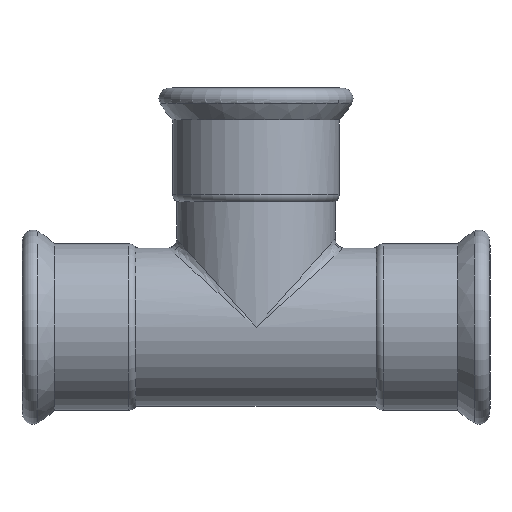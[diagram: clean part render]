
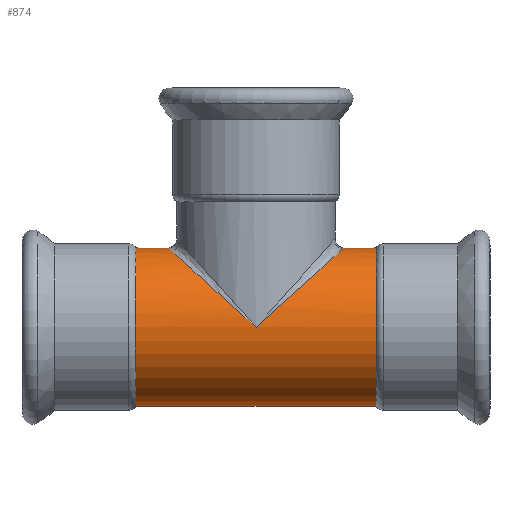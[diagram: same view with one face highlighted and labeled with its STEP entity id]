
A CAD part, front view. The second image highlights one B-rep face of the part: STEP entity #874.
In plain terms, the highlighted cylindrical face has radius 44.45 mm (diameter 88.9 mm), a full revolution.
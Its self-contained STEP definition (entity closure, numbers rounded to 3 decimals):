
#15=ELLIPSE('',#994,66.491,44.45);
#17=ELLIPSE('',#996,66.491,44.45);
#45=LINE('',#2435,#66);
#46=LINE('',#2437,#67);
#66=VECTOR('',#1275,44.45);
#67=VECTOR('',#1276,44.45);
#85=CYLINDRICAL_SURFACE('',#1007,44.45);
#116=FACE_OUTER_BOUND('',#157,.T.);
#157=EDGE_LOOP('',(#696,#697,#698,#699,#700,#701,#702,#703,#704,#705,#706,
#707));
#249=CIRCLE('',#1008,44.45);
#250=CIRCLE('',#1009,44.45);
#251=CIRCLE('',#1010,44.45);
#252=CIRCLE('',#1011,44.45);
#253=CIRCLE('',#1012,44.45);
#254=CIRCLE('',#1013,44.45);
#352=VERTEX_POINT('',#2332);
#353=VERTEX_POINT('',#2333);
#361=VERTEX_POINT('',#2430);
#362=VERTEX_POINT('',#2431);
#363=VERTEX_POINT('',#2433);
#364=VERTEX_POINT('',#2436);
#365=VERTEX_POINT('',#2438);
#366=VERTEX_POINT('',#2440);
#475=EDGE_CURVE('',#352,#353,#15,.T.);
#477=EDGE_CURVE('',#353,#352,#17,.T.);
#489=EDGE_CURVE('',#361,#362,#249,.T.);
#490=EDGE_CURVE('',#363,#361,#250,.T.);
#491=EDGE_CURVE('',#363,#353,#45,.T.);
#492=EDGE_CURVE('',#353,#364,#46,.T.);
#493=EDGE_CURVE('',#364,#365,#251,.T.);
#494=EDGE_CURVE('',#365,#366,#252,.T.);
#495=EDGE_CURVE('',#366,#364,#253,.T.);
#496=EDGE_CURVE('',#362,#363,#254,.T.);
#696=ORIENTED_EDGE('',*,*,#489,.F.);
#697=ORIENTED_EDGE('',*,*,#490,.F.);
#698=ORIENTED_EDGE('',*,*,#491,.T.);
#699=ORIENTED_EDGE('',*,*,#492,.T.);
#700=ORIENTED_EDGE('',*,*,#493,.T.);
#701=ORIENTED_EDGE('',*,*,#494,.T.);
#702=ORIENTED_EDGE('',*,*,#495,.T.);
#703=ORIENTED_EDGE('',*,*,#492,.F.);
#704=ORIENTED_EDGE('',*,*,#475,.F.);
#705=ORIENTED_EDGE('',*,*,#477,.F.);
#706=ORIENTED_EDGE('',*,*,#491,.F.);
#707=ORIENTED_EDGE('',*,*,#496,.F.);
#874=ADVANCED_FACE('',(#116),#85,.T.);
#994=AXIS2_PLACEMENT_3D('',#2334,#1240,#1241);
#996=AXIS2_PLACEMENT_3D('',#2408,#1244,#1245);
#1007=AXIS2_PLACEMENT_3D('',#2429,#1269,#1270);
#1008=AXIS2_PLACEMENT_3D('',#2432,#1271,#1272);
#1009=AXIS2_PLACEMENT_3D('',#2434,#1273,#1274);
#1010=AXIS2_PLACEMENT_3D('',#2439,#1277,#1278);
#1011=AXIS2_PLACEMENT_3D('',#2441,#1279,#1280);
#1012=AXIS2_PLACEMENT_3D('',#2442,#1281,#1282);
#1013=AXIS2_PLACEMENT_3D('',#2443,#1283,#1284);
#1240=DIRECTION('center_axis',(0.669,0.,
0.744));
#1241=DIRECTION('ref_axis',(-0.744,0.,0.669));
#1244=DIRECTION('center_axis',(-0.669,0.,
0.744));
#1245=DIRECTION('ref_axis',(0.744,0.,0.669));
#1269=DIRECTION('center_axis',(1.,0.,0.));
#1270=DIRECTION('ref_axis',(0.,1.,0.));
#1271=DIRECTION('center_axis',(1.,0.,0.));
#1272=DIRECTION('ref_axis',(0.,1.,0.));
#1273=DIRECTION('center_axis',(1.,0.,0.));
#1274=DIRECTION('ref_axis',(0.,1.,0.));
#1275=DIRECTION('',(-1.,0.,0.));
#1276=DIRECTION('',(-1.,0.,0.));
#1277=DIRECTION('center_axis',(1.,0.,0.));
#1278=DIRECTION('ref_axis',(0.,1.,0.));
#1279=DIRECTION('center_axis',(1.,0.,0.));
#1280=DIRECTION('ref_axis',(0.,1.,0.));
#1281=DIRECTION('center_axis',(1.,0.,0.));
#1282=DIRECTION('ref_axis',(0.,1.,0.));
#1283=DIRECTION('center_axis',(1.,0.,0.));
#1284=DIRECTION('ref_axis',(0.,1.,0.));
#2332=CARTESIAN_POINT('',(0.,44.45,0.));
#2333=CARTESIAN_POINT('',(0.,-44.45,0.));
#2334=CARTESIAN_POINT('Origin',(0.,0.,0.));
#2408=CARTESIAN_POINT('Origin',(0.,0.,0.));
#2429=CARTESIAN_POINT('Origin',(57.523,0.,0.));
#2430=CARTESIAN_POINT('',(67.547,44.45,0.));
#2431=CARTESIAN_POINT('',(67.547,0.,44.45));
#2432=CARTESIAN_POINT('Origin',(67.547,0.,0.));
#2433=CARTESIAN_POINT('',(67.547,-44.45,0.));
#2434=CARTESIAN_POINT('Origin',(67.547,0.,0.));
#2435=CARTESIAN_POINT('',(57.523,-44.45,0.));
#2436=CARTESIAN_POINT('',(-67.547,-44.45,0.));
#2437=CARTESIAN_POINT('',(57.523,-44.45,0.));
#2438=CARTESIAN_POINT('',(-67.547,44.45,0.));
#2439=CARTESIAN_POINT('Origin',(-67.547,0.,0.));
#2440=CARTESIAN_POINT('',(-67.547,0.,44.45));
#2441=CARTESIAN_POINT('Origin',(-67.547,0.,0.));
#2442=CARTESIAN_POINT('Origin',(-67.547,0.,0.));
#2443=CARTESIAN_POINT('Origin',(67.547,0.,0.));
